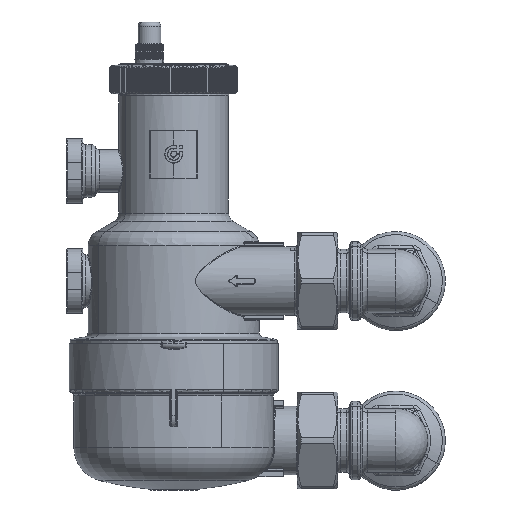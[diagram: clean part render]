
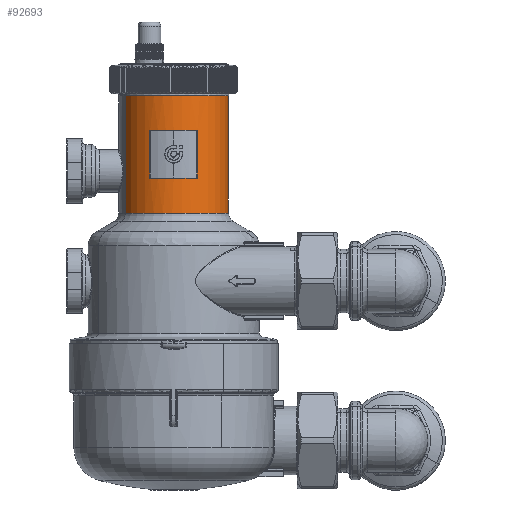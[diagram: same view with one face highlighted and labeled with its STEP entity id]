
A CAD part, left-side view. The second image highlights one B-rep face of the part: STEP entity #92693.
In plain terms, the highlighted cylindrical face has radius 27.15 mm (diameter 54.3 mm), a partial arc.
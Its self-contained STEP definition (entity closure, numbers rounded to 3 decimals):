
#80444=CARTESIAN_POINT('Axis2P3D Location',(0.,0.,20.3)) ;
#80449=CARTESIAN_POINT('Line Origine',(-13.016,23.826,61.252)) ;
#80453=CARTESIAN_POINT('Vertex',(-13.016,23.826,33.691)) ;
#80455=CARTESIAN_POINT('Vertex',(-13.016,23.826,91.7)) ;
#80462=CARTESIAN_POINT('Vertex',(13.016,-23.826,91.7)) ;
#80465=CARTESIAN_POINT('Line Origine',(13.016,-23.826,61.252)) ;
#80469=CARTESIAN_POINT('Vertex',(13.016,-23.826,33.691)) ;
#92260=CARTESIAN_POINT('Axis2P3D Location',(0.,0.,91.7)) ;
#92282=CARTESIAN_POINT('Vertex',(-24.571,11.55,50.8)) ;
#92285=CARTESIAN_POINT('Axis2P3D Location',(0.,0.,50.8)) ;
#92289=CARTESIAN_POINT('Vertex',(-24.571,-11.55,50.8)) ;
#92312=CARTESIAN_POINT('Control Point',(-24.485,-11.731,51.)) ;
#92313=CARTESIAN_POINT('Control Point',(-24.485,-11.731,50.922)) ;
#92314=CARTESIAN_POINT('Control Point',(-24.503,-11.693,50.842)) ;
#92315=CARTESIAN_POINT('Control Point',(-24.537,-11.621,50.8)) ;
#92316=CARTESIAN_POINT('Control Point',(-24.571,-11.55,50.8)) ;
#92317=CARTESIAN_POINT('Vertex',(-24.485,-11.731,51.)) ;
#92337=CARTESIAN_POINT('Line Origine',(-24.485,-11.731,62.8)) ;
#92341=CARTESIAN_POINT('Vertex',(-24.485,-11.731,74.6)) ;
#92363=CARTESIAN_POINT('Control Point',(-24.485,-11.731,74.6)) ;
#92364=CARTESIAN_POINT('Control Point',(-24.485,-11.731,74.678)) ;
#92365=CARTESIAN_POINT('Control Point',(-24.503,-11.693,74.758)) ;
#92366=CARTESIAN_POINT('Control Point',(-24.537,-11.621,74.8)) ;
#92367=CARTESIAN_POINT('Control Point',(-24.571,-11.55,74.8)) ;
#92368=CARTESIAN_POINT('Vertex',(-24.571,-11.55,74.8)) ;
#92388=CARTESIAN_POINT('Axis2P3D Location',(0.,0.,74.8)) ;
#92392=CARTESIAN_POINT('Vertex',(-24.571,11.55,74.8)) ;
#92415=CARTESIAN_POINT('Control Point',(-24.485,11.731,74.6)) ;
#92416=CARTESIAN_POINT('Control Point',(-24.485,11.731,74.678)) ;
#92417=CARTESIAN_POINT('Control Point',(-24.503,11.693,74.758)) ;
#92418=CARTESIAN_POINT('Control Point',(-24.537,11.621,74.8)) ;
#92419=CARTESIAN_POINT('Control Point',(-24.571,11.55,74.8)) ;
#92420=CARTESIAN_POINT('Vertex',(-24.485,11.731,74.6)) ;
#92440=CARTESIAN_POINT('Line Origine',(-24.485,11.731,62.8)) ;
#92444=CARTESIAN_POINT('Vertex',(-24.485,11.731,51.)) ;
#92466=CARTESIAN_POINT('Control Point',(-24.485,11.731,51.)) ;
#92467=CARTESIAN_POINT('Control Point',(-24.485,11.731,50.922)) ;
#92468=CARTESIAN_POINT('Control Point',(-24.503,11.693,50.842)) ;
#92469=CARTESIAN_POINT('Control Point',(-24.537,11.621,50.8)) ;
#92470=CARTESIAN_POINT('Control Point',(-24.571,11.55,50.8)) ;
#92672=CARTESIAN_POINT('Axis2P3D Location',(0.,0.,33.691)) ;
#80451=VECTOR('Line Direction',#80450,1.) ;
#80467=VECTOR('Line Direction',#80466,1.) ;
#92339=VECTOR('Line Direction',#92338,1.) ;
#92442=VECTOR('Line Direction',#92441,1.) ;
#80445=DIRECTION('Axis2P3D Direction',(0.,0.,1.)) ;
#80446=DIRECTION('Axis2P3D XDirection',(0.479,-0.878,0.)) ;
#80450=DIRECTION('Vector Direction',(0.,0.,1.)) ;
#80466=DIRECTION('Vector Direction',(0.,0.,1.)) ;
#92261=DIRECTION('Axis2P3D Direction',(0.,0.,1.)) ;
#92286=DIRECTION('Axis2P3D Direction',(0.,0.,1.)) ;
#92338=DIRECTION('Vector Direction',(0.,0.,1.)) ;
#92389=DIRECTION('Axis2P3D Direction',(0.,0.,-1.)) ;
#92441=DIRECTION('Vector Direction',(0.,0.,-1.)) ;
#92673=DIRECTION('Axis2P3D Direction',(0.,0.,1.)) ;
#80447=AXIS2_PLACEMENT_3D('Cylinder Axis2P3D',#80444,#80445,#80446) ;
#92262=AXIS2_PLACEMENT_3D('Circle Axis2P3D',#92260,#92261,$) ;
#92287=AXIS2_PLACEMENT_3D('Circle Axis2P3D',#92285,#92286,$) ;
#92390=AXIS2_PLACEMENT_3D('Circle Axis2P3D',#92388,#92389,$) ;
#92674=AXIS2_PLACEMENT_3D('Circle Axis2P3D',#92672,#92673,$) ;
#80452=LINE('Line',#80449,#80451) ;
#80468=LINE('Line',#80465,#80467) ;
#92340=LINE('Line',#92337,#92339) ;
#92443=LINE('Line',#92440,#92442) ;
#92263=CIRCLE('generated circle',#92262,27.15) ;
#92288=CIRCLE('generated circle',#92287,27.15) ;
#92391=CIRCLE('generated circle',#92390,27.15) ;
#92675=CIRCLE('generated circle',#92674,27.15) ;
#80448=CYLINDRICAL_SURFACE('generated cylinder',#80447,27.15) ;
#92692=FACE_BOUND('',#92683,.T.) ;
#80457=EDGE_CURVE('',#80454,#80456,#80452,.T.) ;
#80471=EDGE_CURVE('',#80470,#80463,#80468,.T.) ;
#92264=EDGE_CURVE('',#80456,#80463,#92263,.T.) ;
#92291=EDGE_CURVE('',#92290,#92283,#92288,.F.) ;
#92319=EDGE_CURVE('',#92318,#92290,#92311,.T.) ;
#92343=EDGE_CURVE('',#92318,#92342,#92340,.T.) ;
#92370=EDGE_CURVE('',#92342,#92369,#92362,.T.) ;
#92394=EDGE_CURVE('',#92393,#92369,#92391,.F.) ;
#92422=EDGE_CURVE('',#92421,#92393,#92414,.T.) ;
#92446=EDGE_CURVE('',#92421,#92445,#92443,.T.) ;
#92471=EDGE_CURVE('',#92445,#92283,#92465,.T.) ;
#92676=EDGE_CURVE('',#80470,#80454,#92675,.F.) ;
#92678=ORIENTED_EDGE('',*,*,#80471,.T.) ;
#92679=ORIENTED_EDGE('',*,*,#92264,.F.) ;
#92680=ORIENTED_EDGE('',*,*,#80457,.F.) ;
#92681=ORIENTED_EDGE('',*,*,#92676,.F.) ;
#92684=ORIENTED_EDGE('',*,*,#92471,.F.) ;
#92685=ORIENTED_EDGE('',*,*,#92446,.F.) ;
#92686=ORIENTED_EDGE('',*,*,#92422,.T.) ;
#92687=ORIENTED_EDGE('',*,*,#92394,.T.) ;
#92688=ORIENTED_EDGE('',*,*,#92370,.F.) ;
#92689=ORIENTED_EDGE('',*,*,#92343,.F.) ;
#92690=ORIENTED_EDGE('',*,*,#92319,.T.) ;
#92691=ORIENTED_EDGE('',*,*,#92291,.T.) ;
#92677=EDGE_LOOP('',(#92678,#92679,#92680,#92681)) ;
#92683=EDGE_LOOP('',(#92684,#92685,#92686,#92687,#92688,#92689,#92690,#92691)) ;
#80454=VERTEX_POINT('',#80453) ;
#80456=VERTEX_POINT('',#80455) ;
#80463=VERTEX_POINT('',#80462) ;
#80470=VERTEX_POINT('',#80469) ;
#92283=VERTEX_POINT('',#92282) ;
#92290=VERTEX_POINT('',#92289) ;
#92318=VERTEX_POINT('',#92317) ;
#92342=VERTEX_POINT('',#92341) ;
#92369=VERTEX_POINT('',#92368) ;
#92393=VERTEX_POINT('',#92392) ;
#92421=VERTEX_POINT('',#92420) ;
#92445=VERTEX_POINT('',#92444) ;
#92693=ADVANCED_FACE('PartBody',(#92682,#92692),#80448,.T.) ;
#92311=B_SPLINE_CURVE_WITH_KNOTS('',4,(#92312,#92313,#92314,#92315,#92316),.UNSPECIFIED.,.F.,.U.,(5,5),(0.,0.443),.UNSPECIFIED.) ;
#92362=B_SPLINE_CURVE_WITH_KNOTS('',4,(#92363,#92364,#92365,#92366,#92367),.UNSPECIFIED.,.F.,.U.,(5,5),(0.,0.443),.UNSPECIFIED.) ;
#92414=B_SPLINE_CURVE_WITH_KNOTS('',4,(#92415,#92416,#92417,#92418,#92419),.UNSPECIFIED.,.F.,.U.,(5,5),(0.,0.443),.UNSPECIFIED.) ;
#92465=B_SPLINE_CURVE_WITH_KNOTS('',4,(#92466,#92467,#92468,#92469,#92470),.UNSPECIFIED.,.F.,.U.,(5,5),(0.,0.443),.UNSPECIFIED.) ;
#92682=FACE_OUTER_BOUND('',#92677,.T.) ;
